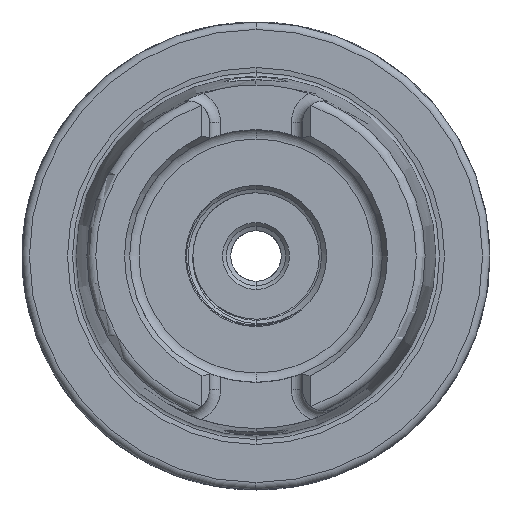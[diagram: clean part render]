
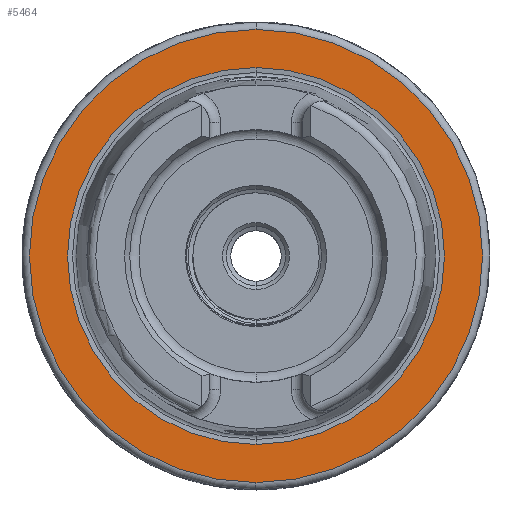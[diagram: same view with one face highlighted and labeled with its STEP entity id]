
A CAD part, left-side view. The second image highlights one B-rep face of the part: STEP entity #5464.
In plain terms, the highlighted planar face has unit normal (-1, 0, 0).
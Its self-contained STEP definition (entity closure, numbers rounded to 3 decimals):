
#174 = CIRCLE ( 'NONE', #7040, 25.369 ) ;
#175 = CIRCLE ( 'NONE', #7041, 30.5 ) ;
#276 = CIRCLE ( 'NONE', #2819, 30.5 ) ;
#282 = CIRCLE ( 'NONE', #2826, 25.369 ) ;
#734 = EDGE_LOOP ( 'NONE', ( #5108, #5107 ) ) ;
#735 = EDGE_LOOP ( 'NONE', ( #5105, #5106 ) ) ;
#1055 = VERTEX_POINT ( 'NONE', #18690 ) ;
#1056 = VERTEX_POINT ( 'NONE', #18691 ) ;
#1059 = VERTEX_POINT ( 'NONE', #18694 ) ;
#1060 = VERTEX_POINT ( 'NONE', #18695 ) ;
#2819 = AXIS2_PLACEMENT_3D ( 'NONE', #11734, #11735, #11736 ) ;
#2826 = AXIS2_PLACEMENT_3D ( 'NONE', #11767, #11768, #11769 ) ;
#5105 = ORIENTED_EDGE ( 'NONE', *, *, #15501, .T. ) ;
#5106 = ORIENTED_EDGE ( 'NONE', *, *, #5530, .T. ) ;
#5107 = ORIENTED_EDGE ( 'NONE', *, *, #5529, .T. ) ;
#5108 = ORIENTED_EDGE ( 'NONE', *, *, #15512, .T. ) ;
#5464 = ADVANCED_FACE ( 'NONE', ( #7002, #7005 ), #19378, .T. ) ;
#5529 = EDGE_CURVE ( 'NONE', #1059, #1060, #174, .T. ) ;
#5530 = EDGE_CURVE ( 'NONE', #1055, #1056, #175, .T. ) ;
#7002 = FACE_OUTER_BOUND ( 'NONE', #735, .T. ) ;
#7005 = FACE_BOUND ( 'NONE', #734, .T. ) ;
#7007 = AXIS2_PLACEMENT_3D ( 'NONE', #19379, #19380, #19381 ) ;
#7040 = AXIS2_PLACEMENT_3D ( 'NONE', #17516, #17517, #17518 ) ;
#7041 = AXIS2_PLACEMENT_3D ( 'NONE', #17519, #17520, #17521 ) ;
#11734 = CARTESIAN_POINT ( 'NONE',  ( 0., 0., 0. ) ) ;
#11735 = DIRECTION ( 'NONE',  ( -1., 0., 0. ) ) ;
#11736 = DIRECTION ( 'NONE',  ( 0., 0., 1. ) ) ;
#11767 = CARTESIAN_POINT ( 'NONE',  ( 0., 0., 0. ) ) ;
#11768 = DIRECTION ( 'NONE',  ( 1., 0., 0. ) ) ;
#11769 = DIRECTION ( 'NONE',  ( 0., 0., -1. ) ) ;
#15501 = EDGE_CURVE ( 'NONE', #1056, #1055, #276, .T. ) ;
#15512 = EDGE_CURVE ( 'NONE', #1060, #1059, #282, .T. ) ;
#17516 = CARTESIAN_POINT ( 'NONE',  ( 0., 0., 0. ) ) ;
#17517 = DIRECTION ( 'NONE',  ( 1., 0., 0. ) ) ;
#17518 = DIRECTION ( 'NONE',  ( 0., 0., -1. ) ) ;
#17519 = CARTESIAN_POINT ( 'NONE',  ( 0., 0., 0. ) ) ;
#17520 = DIRECTION ( 'NONE',  ( -1., 0., 0. ) ) ;
#17521 = DIRECTION ( 'NONE',  ( 0., 0., 1. ) ) ;
#18690 = CARTESIAN_POINT ( 'NONE',  ( 0., 0., -30.5 ) ) ;
#18691 = CARTESIAN_POINT ( 'NONE',  ( 0., 0., 30.5 ) ) ;
#18694 = CARTESIAN_POINT ( 'NONE',  ( 0., 0., -25.369 ) ) ;
#18695 = CARTESIAN_POINT ( 'NONE',  ( 0., 0., 25.369 ) ) ;
#19378 = PLANE ( 'NONE',  #7007 ) ;
#19379 = CARTESIAN_POINT ( 'NONE',  ( 0., 25.369, 0. ) ) ;
#19380 = DIRECTION ( 'NONE',  ( -1., 0., 0. ) ) ;
#19381 = DIRECTION ( 'NONE',  ( 0., 0., 1. ) ) ;
